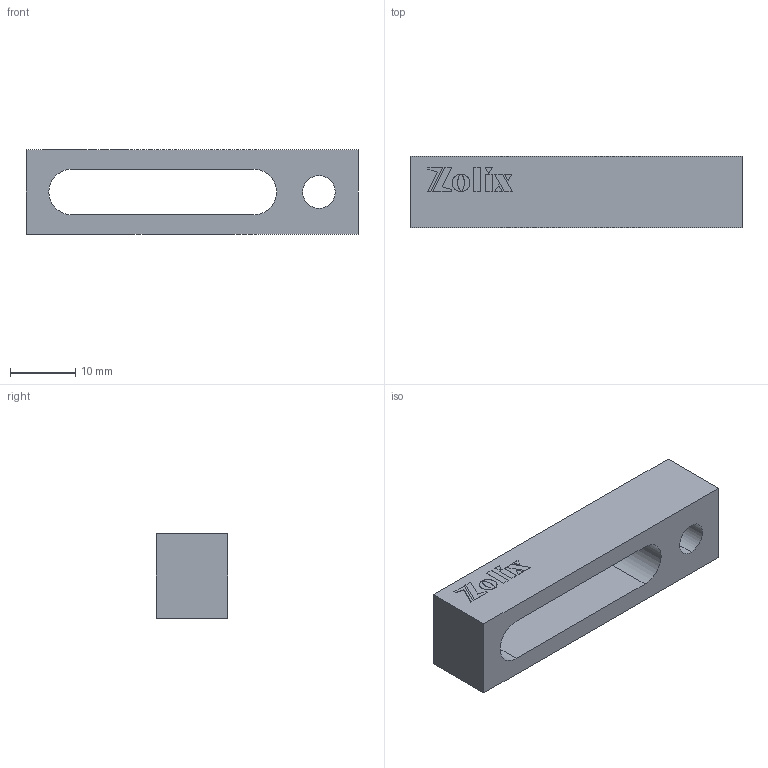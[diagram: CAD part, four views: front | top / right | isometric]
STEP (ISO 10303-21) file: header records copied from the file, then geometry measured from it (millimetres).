
FILE_DESCRIPTION (( 'STEP AP203' ), '1' );
FILE_NAME ('ACCA-2.STEP', '2022-07-20T06:59:28', ( '' ), ( '' ), 'SwSTEP 2.0', 'SolidWorks 2021', '' );
FILE_SCHEMA (( 'CONFIG_CONTROL_DESIGN' ));
Length unit declared in the file: millimetre
Products named in the file (1): ACCA-2
Bounding box: 51 x 11 x 13 mm (x, y, z)
Volume: 4497.5 mm3; surface area: 3257.2 mm2
Topology: 1 solids, 1 shells, 162 faces, 450 edges, 300 vertices
Faces by surface type: plane 158, cylinder 4
Entity records: 5167 total; most frequent: CARTESIAN_POINT 913, ORIENTED_EDGE 900, DIRECTION 784, EDGE_CURVE 450, LINE 442, VECTOR 442, VERTEX_POINT 300, EDGE_LOOP 176
